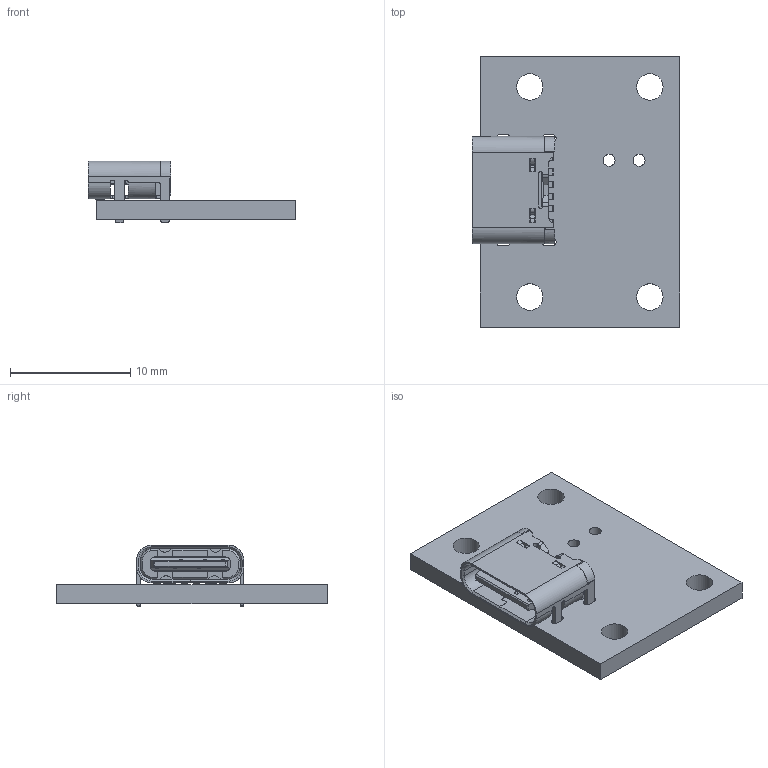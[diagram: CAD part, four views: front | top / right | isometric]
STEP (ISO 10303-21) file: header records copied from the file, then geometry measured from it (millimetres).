
FILE_DESCRIPTION(('KiCad electronic assembly'),'2;1');
FILE_NAME('stroboscope_usb_c_0v1.step','2023-03-24T16:50:22',('Pcbnew'), ('Kicad'),'Open CASCADE STEP processor 7.5','KiCad to STEP converter', 'Unknown');
FILE_SCHEMA(('AUTOMOTIVE_DESIGN { 1 0 10303 214 1 1 1 1 }'));
Length unit declared in the file: millimetre
Products named in the file (4): stroboscope_usb_c_0v1 1; 2171750001; COMPOUND; stroboscope_usb_c_0v1 PCB
Assembly tree (3 placements, depth 3):
  stroboscope_usb_c_0v1 1
    2171750001
      COMPOUND
    stroboscope_usb_c_0v1 PCB
Bounding box: 17.3 x 22.5 x 5.16 mm (x, y, z)
Volume: 660.2 mm3; surface area: 1364 mm2
Topology: 15 solids, 15 shells, 613 faces, 1639 edges, 1046 vertices
Faces by surface type: bspline 585, plane 14, cylinder 14
Full cylindrical faces by diameter (mm): 1 x2, 2.2 x4
Entity records: 39266 total; most frequent: CARTESIAN_POINT 17926, B_SPLINE_CURVE_WITH_KNOTS 4021, ORIENTED_EDGE 3278, PCURVE 3278, DEFINITIONAL_REPRESENTATION 3278, EDGE_CURVE 1639, SURFACE_CURVE 1633, VERTEX_POINT 1046
